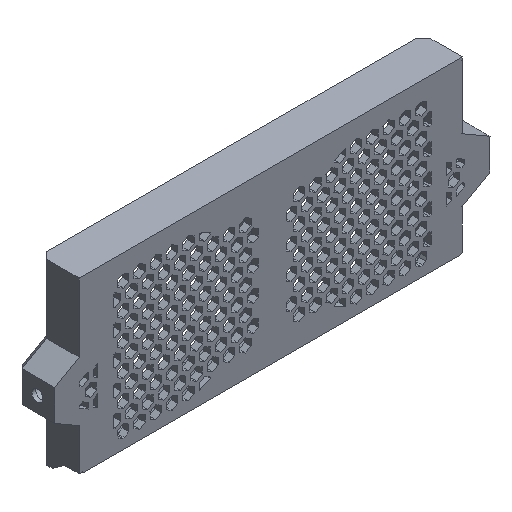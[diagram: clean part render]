
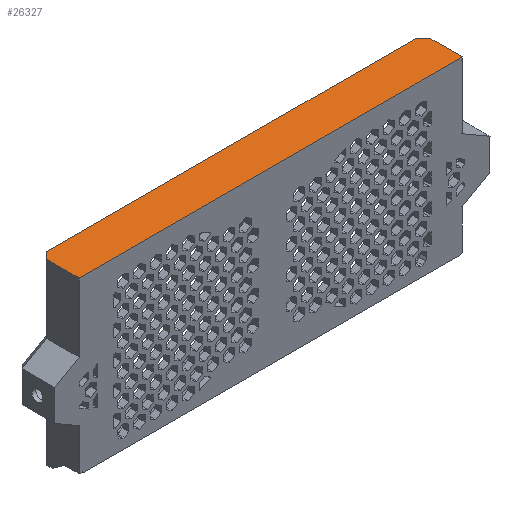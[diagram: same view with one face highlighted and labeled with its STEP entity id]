
A CAD part, isometric view. The second image highlights one B-rep face of the part: STEP entity #26327.
In plain terms, the highlighted planar face has unit normal (0, 0, 1).
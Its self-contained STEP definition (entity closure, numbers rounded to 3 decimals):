
#31=B_SPLINE_CURVE_WITH_KNOTS('',3,(#38047,#38048,#38049,#38050,#38051,
#38052),.UNSPECIFIED.,.F.,.F.,(4,2,4),(0.,0.494,0.988),
 .UNSPECIFIED.);
#480=FACE_OUTER_BOUND('',#1933,.T.);
#1933=EDGE_LOOP('',(#18865,#18866,#18867,#18868,#18869,#18870,#18871,#18872));
#4667=LINE('',#37898,#8478);
#4669=LINE('',#37904,#8480);
#4696=LINE('',#37956,#8507);
#4740=LINE('',#38056,#8551);
#4741=LINE('',#38058,#8552);
#4742=LINE('',#38059,#8553);
#4743=LINE('',#38060,#8554);
#8478=VECTOR('',#30261,10.);
#8480=VECTOR('',#30265,10.);
#8507=VECTOR('',#30308,10.);
#8551=VECTOR('',#30394,10.);
#8552=VECTOR('',#30395,10.);
#8553=VECTOR('',#30396,10.);
#8554=VECTOR('',#30397,10.);
#12243=VERTEX_POINT('',#37894);
#12244=VERTEX_POINT('',#37896);
#12245=VERTEX_POINT('',#37900);
#12247=VERTEX_POINT('',#37903);
#12285=VERTEX_POINT('',#38044);
#12286=VERTEX_POINT('',#38046);
#12287=VERTEX_POINT('',#38055);
#12288=VERTEX_POINT('',#38057);
#14810=EDGE_CURVE('',#12243,#12244,#4667,.T.);
#14812=EDGE_CURVE('',#12245,#12247,#4669,.T.);
#14839=EDGE_CURVE('',#12247,#12244,#4696,.T.);
#14885=EDGE_CURVE('',#12286,#12285,#31,.T.);
#14887=EDGE_CURVE('',#12245,#12287,#4740,.T.);
#14888=EDGE_CURVE('',#12287,#12288,#4741,.T.);
#14889=EDGE_CURVE('',#12288,#12286,#4742,.T.);
#14890=EDGE_CURVE('',#12285,#12243,#4743,.T.);
#18865=ORIENTED_EDGE('',*,*,#14887,.T.);
#18866=ORIENTED_EDGE('',*,*,#14888,.T.);
#18867=ORIENTED_EDGE('',*,*,#14889,.T.);
#18868=ORIENTED_EDGE('',*,*,#14885,.T.);
#18869=ORIENTED_EDGE('',*,*,#14890,.T.);
#18870=ORIENTED_EDGE('',*,*,#14810,.T.);
#18871=ORIENTED_EDGE('',*,*,#14839,.F.);
#18872=ORIENTED_EDGE('',*,*,#14812,.F.);
#25049=PLANE('',#27631);
#26327=ADVANCED_FACE('',(#480),#25049,.F.);
#27631=AXIS2_PLACEMENT_3D('',#38054,#30392,#30393);
#30261=DIRECTION('',(0.,1.,0.));
#30265=DIRECTION('',(0.,1.,0.));
#30308=DIRECTION('',(1.,0.,0.));
#30392=DIRECTION('center_axis',(0.,0.,-1.));
#30393=DIRECTION('ref_axis',(1.,0.,0.));
#30394=DIRECTION('',(-0.707,-0.707,0.));
#30395=DIRECTION('',(0.,-1.,0.));
#30396=DIRECTION('',(1.,0.,0.));
#30397=DIRECTION('',(-0.707,0.707,0.));
#37894=CARTESIAN_POINT('',(1856.138,-16.561,531.399));
#37896=CARTESIAN_POINT('',(1856.138,-16.551,531.399));
#37898=CARTESIAN_POINT('',(1856.138,-16.561,531.399));
#37900=CARTESIAN_POINT('',(1742.626,-16.561,531.399));
#37903=CARTESIAN_POINT('',(1742.626,-16.551,531.399));
#37904=CARTESIAN_POINT('',(1742.626,-16.561,531.399));
#37956=CARTESIAN_POINT('',(1764.073,-16.551,531.399));
#38044=CARTESIAN_POINT('',(1858.247,-18.67,531.399));
#38046=CARTESIAN_POINT('',(1858.252,-28.551,531.399));
#38047=CARTESIAN_POINT('Ctrl Pts',(1858.252,-28.551,531.399));
#38048=CARTESIAN_POINT('Ctrl Pts',(1858.251,-26.904,531.399));
#38049=CARTESIAN_POINT('Ctrl Pts',(1858.25,-25.257,531.399));
#38050=CARTESIAN_POINT('Ctrl Pts',(1858.249,-21.964,531.399));
#38051=CARTESIAN_POINT('Ctrl Pts',(1858.248,-20.317,531.399));
#38052=CARTESIAN_POINT('Ctrl Pts',(1858.247,-18.67,531.399));
#38054=CARTESIAN_POINT('Origin',(1732.713,-16.551,531.399));
#38055=CARTESIAN_POINT('',(1740.636,-18.551,531.399));
#38056=CARTESIAN_POINT('',(1739.655,-19.531,531.399));
#38057=CARTESIAN_POINT('',(1740.636,-28.551,531.399));
#38058=CARTESIAN_POINT('',(1740.636,-16.551,531.399));
#38059=CARTESIAN_POINT('',(1720.012,-28.551,531.399));
#38060=CARTESIAN_POINT('',(1826.305,13.272,531.399));
